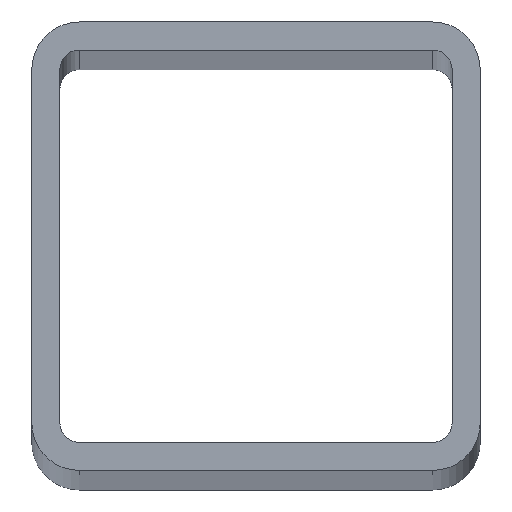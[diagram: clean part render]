
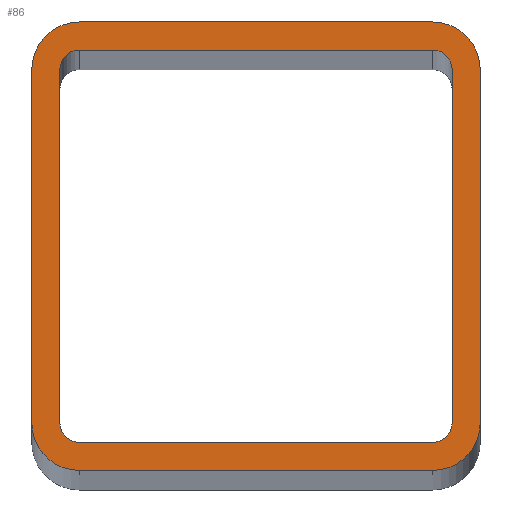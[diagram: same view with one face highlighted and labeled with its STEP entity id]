
A CAD part, top view. The second image highlights one B-rep face of the part: STEP entity #86.
In plain terms, the highlighted planar face has unit normal (0, 0, 1).
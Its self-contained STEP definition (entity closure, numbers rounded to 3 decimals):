
#1 = EDGE_CURVE ( 'NONE', #60, #4, #252, .T. ) ;
#2 = VERTEX_POINT ( 'NONE', #195 ) ;
#3 = ORIENTED_EDGE ( 'NONE', *, *, #1, .F. ) ;
#4 = VERTEX_POINT ( 'NONE', #194 ) ;
#6 = EDGE_CURVE ( 'NONE', #4, #100, #191, .T. ) ;
#47 = ORIENTED_EDGE ( 'NONE', *, *, #48, .T. ) ;
#48 = EDGE_CURVE ( 'NONE', #2, #119, #132, .T. ) ;
#49 = ORIENTED_EDGE ( 'NONE', *, *, #80, .T. ) ;
#50 = ORIENTED_EDGE ( 'NONE', *, *, #51, .T. ) ;
#51 = EDGE_CURVE ( 'NONE', #110, #115, #128, .T. ) ;
#52 = EDGE_LOOP ( 'NONE', ( #76, #68, #56, #59, #101, #3, #61, #64 ) ) ;
#55 = VERTEX_POINT ( 'NONE', #442 ) ;
#56 = ORIENTED_EDGE ( 'NONE', *, *, #57, .F. ) ;
#57 = EDGE_CURVE ( 'NONE', #58, #70, #414, .T. ) ;
#58 = VERTEX_POINT ( 'NONE', #443 ) ;
#59 = ORIENTED_EDGE ( 'NONE', *, *, #99, .F. ) ;
#60 = VERTEX_POINT ( 'NONE', #317 ) ;
#61 = ORIENTED_EDGE ( 'NONE', *, *, #62, .F. ) ;
#62 = EDGE_CURVE ( 'NONE', #63, #60, #392, .T. ) ;
#63 = VERTEX_POINT ( 'NONE', #393 ) ;
#64 = ORIENTED_EDGE ( 'NONE', *, *, #71, .F. ) ;
#66 = VERTEX_POINT ( 'NONE', #413 ) ;
#67 = VERTEX_POINT ( 'NONE', #412 ) ;
#68 = ORIENTED_EDGE ( 'NONE', *, *, #69, .F. ) ;
#69 = EDGE_CURVE ( 'NONE', #70, #66, #364, .T. ) ;
#70 = VERTEX_POINT ( 'NONE', #312 ) ;
#71 = EDGE_CURVE ( 'NONE', #67, #63, #438, .T. ) ;
#76 = ORIENTED_EDGE ( 'NONE', *, *, #77, .F. ) ;
#77 = EDGE_CURVE ( 'NONE', #66, #67, #453, .T. ) ;
#78 = EDGE_CURVE ( 'NONE', #115, #79, #427, .T. ) ;
#79 = VERTEX_POINT ( 'NONE', #428 ) ;
#80 = EDGE_CURVE ( 'NONE', #79, #55, #316, .T. ) ;
#81 = ORIENTED_EDGE ( 'NONE', *, *, #87, .T. ) ;
#82 = VERTEX_POINT ( 'NONE', #370 ) ;
#83 = ORIENTED_EDGE ( 'NONE', *, *, #84, .T. ) ;
#84 = EDGE_CURVE ( 'NONE', #112, #2, #368, .T. ) ;
#86 = ADVANCED_FACE ( 'NONE', ( #360, #359 ), #358, .F. ) ;
#87 = EDGE_CURVE ( 'NONE', #55, #82, #446, .T. ) ;
#88 = ORIENTED_EDGE ( 'NONE', *, *, #111, .T. ) ;
#99 = EDGE_CURVE ( 'NONE', #100, #58, #322, .T. ) ;
#100 = VERTEX_POINT ( 'NONE', #318 ) ;
#101 = ORIENTED_EDGE ( 'NONE', *, *, #6, .F. ) ;
#108 = ORIENTED_EDGE ( 'NONE', *, *, #109, .T. ) ;
#109 = EDGE_CURVE ( 'NONE', #119, #110, #395, .T. ) ;
#110 = VERTEX_POINT ( 'NONE', #330 ) ;
#111 = EDGE_CURVE ( 'NONE', #82, #112, #329, .T. ) ;
#112 = VERTEX_POINT ( 'NONE', #325 ) ;
#113 = EDGE_LOOP ( 'NONE', ( #114, #49, #81, #88, #83, #47, #108, #50 ) ) ;
#114 = ORIENTED_EDGE ( 'NONE', *, *, #78, .T. ) ;
#115 = VERTEX_POINT ( 'NONE', #324 ) ;
#119 = VERTEX_POINT ( 'NONE', #379 ) ;
#125 = DIRECTION ( 'NONE',  ( -1., 0., 0. ) ) ;
#126 = VECTOR ( 'NONE', #125, 1000. ) ;
#127 = CARTESIAN_POINT ( 'NONE',  ( -31.5, 40., 2000. ) ) ;
#128 = LINE ( 'NONE', #127, #126 ) ;
#129 = DIRECTION ( 'NONE',  ( 0., 1., 0. ) ) ;
#130 = VECTOR ( 'NONE', #129, 1000. ) ;
#131 = CARTESIAN_POINT ( 'NONE',  ( 40., 31.5, 2000. ) ) ;
#132 = LINE ( 'NONE', #131, #130 ) ;
#187 = DIRECTION ( 'NONE',  ( 1., 0., 0. ) ) ;
#188 = DIRECTION ( 'NONE',  ( 0., 0., 1. ) ) ;
#189 = CARTESIAN_POINT ( 'NONE',  ( 31.5, -31.5, 2000. ) ) ;
#190 = AXIS2_PLACEMENT_3D ( 'NONE', #189, #188, #187 ) ;
#191 = CIRCLE ( 'NONE', #190, 3.5 ) ;
#194 = CARTESIAN_POINT ( 'NONE',  ( 31.5, -35., 2000. ) ) ;
#195 = CARTESIAN_POINT ( 'NONE',  ( 40., -31.5, 2000. ) ) ;
#249 = DIRECTION ( 'NONE',  ( 1., 0., 0. ) ) ;
#250 = VECTOR ( 'NONE', #249, 1000. ) ;
#251 = CARTESIAN_POINT ( 'NONE',  ( -31.5, -35., 2000. ) ) ;
#252 = LINE ( 'NONE', #251, #250 ) ;
#308 = DIRECTION ( 'NONE',  ( -1., 0., 0. ) ) ;
#309 = DIRECTION ( 'NONE',  ( 0., 0., 1. ) ) ;
#312 = CARTESIAN_POINT ( 'NONE',  ( 31.5, 35., 2000. ) ) ;
#313 = DIRECTION ( 'NONE',  ( 0., -1., 0. ) ) ;
#314 = VECTOR ( 'NONE', #313, 1000. ) ;
#315 = CARTESIAN_POINT ( 'NONE',  ( -40., 31.5, 2000. ) ) ;
#316 = LINE ( 'NONE', #315, #314 ) ;
#317 = CARTESIAN_POINT ( 'NONE',  ( -31.5, -35., 2000. ) ) ;
#318 = CARTESIAN_POINT ( 'NONE',  ( 35., -31.5, 2000. ) ) ;
#319 = DIRECTION ( 'NONE',  ( 0., 1., 0. ) ) ;
#320 = VECTOR ( 'NONE', #319, 1000. ) ;
#321 = CARTESIAN_POINT ( 'NONE',  ( 35., 31.5, 2000. ) ) ;
#322 = LINE ( 'NONE', #321, #320 ) ;
#324 = CARTESIAN_POINT ( 'NONE',  ( -31.5, 40., 2000. ) ) ;
#325 = CARTESIAN_POINT ( 'NONE',  ( 31.5, -40., 2000. ) ) ;
#326 = DIRECTION ( 'NONE',  ( 1., 0., 0. ) ) ;
#327 = VECTOR ( 'NONE', #326, 1000. ) ;
#328 = CARTESIAN_POINT ( 'NONE',  ( -31.5, -40., 2000. ) ) ;
#329 = LINE ( 'NONE', #328, #327 ) ;
#330 = CARTESIAN_POINT ( 'NONE',  ( 31.5, 40., 2000. ) ) ;
#331 = DIRECTION ( 'NONE',  ( 1., 0., 0. ) ) ;
#332 = DIRECTION ( 'NONE',  ( 0., 0., 1. ) ) ;
#333 = CARTESIAN_POINT ( 'NONE',  ( 31.5, 31.5, 2000. ) ) ;
#334 = AXIS2_PLACEMENT_3D ( 'NONE', #333, #332, #331 ) ;
#356 = CARTESIAN_POINT ( 'NONE',  ( -31.5, 31.5, 2000. ) ) ;
#357 = AXIS2_PLACEMENT_3D ( 'NONE', #356, #448, #447 ) ;
#358 = PLANE ( 'NONE',  #357 ) ;
#359 = FACE_BOUND ( 'NONE', #52, .T. ) ;
#360 = FACE_OUTER_BOUND ( 'NONE', #113, .T. ) ;
#361 = DIRECTION ( 'NONE',  ( -1., 0., 0. ) ) ;
#362 = VECTOR ( 'NONE', #361, 1000. ) ;
#363 = CARTESIAN_POINT ( 'NONE',  ( -31.5, 35., 2000. ) ) ;
#364 = LINE ( 'NONE', #363, #362 ) ;
#366 = DIRECTION ( 'NONE',  ( 1., 0., 0. ) ) ;
#367 = AXIS2_PLACEMENT_3D ( 'NONE', #460, #459, #458 ) ;
#368 = CIRCLE ( 'NONE', #367, 8.5 ) ;
#370 = CARTESIAN_POINT ( 'NONE',  ( -31.5, -40., 2000. ) ) ;
#379 = CARTESIAN_POINT ( 'NONE',  ( 40., 31.5, 2000. ) ) ;
#392 = CIRCLE ( 'NONE', #394, 3.5 ) ;
#393 = CARTESIAN_POINT ( 'NONE',  ( -35., -31.5, 2000. ) ) ;
#394 = AXIS2_PLACEMENT_3D ( 'NONE', #431, #430, #429 ) ;
#395 = CIRCLE ( 'NONE', #334, 8.5 ) ;
#402 = AXIS2_PLACEMENT_3D ( 'NONE', #441, #440, #366 ) ;
#412 = CARTESIAN_POINT ( 'NONE',  ( -35., 31.5, 2000. ) ) ;
#413 = CARTESIAN_POINT ( 'NONE',  ( -31.5, 35., 2000. ) ) ;
#414 = CIRCLE ( 'NONE', #402, 3.5 ) ;
#423 = DIRECTION ( 'NONE',  ( -1., 0., 0. ) ) ;
#424 = DIRECTION ( 'NONE',  ( 0., 0., 1. ) ) ;
#425 = CARTESIAN_POINT ( 'NONE',  ( -31.5, 31.5, 2000. ) ) ;
#426 = AXIS2_PLACEMENT_3D ( 'NONE', #425, #424, #423 ) ;
#427 = CIRCLE ( 'NONE', #426, 8.5 ) ;
#428 = CARTESIAN_POINT ( 'NONE',  ( -40., 31.5, 2000. ) ) ;
#429 = DIRECTION ( 'NONE',  ( -1., 0., 0. ) ) ;
#430 = DIRECTION ( 'NONE',  ( 0., 0., 1. ) ) ;
#431 = CARTESIAN_POINT ( 'NONE',  ( -31.5, -31.5, 2000. ) ) ;
#435 = DIRECTION ( 'NONE',  ( 0., -1., 0. ) ) ;
#436 = VECTOR ( 'NONE', #435, 1000. ) ;
#437 = CARTESIAN_POINT ( 'NONE',  ( -35., 31.5, 2000. ) ) ;
#438 = LINE ( 'NONE', #437, #436 ) ;
#440 = DIRECTION ( 'NONE',  ( 0., 0., 1. ) ) ;
#441 = CARTESIAN_POINT ( 'NONE',  ( 31.5, 31.5, 2000. ) ) ;
#442 = CARTESIAN_POINT ( 'NONE',  ( -40., -31.5, 2000. ) ) ;
#443 = CARTESIAN_POINT ( 'NONE',  ( 35., 31.5, 2000. ) ) ;
#444 = CARTESIAN_POINT ( 'NONE',  ( -31.5, -31.5, 2000. ) ) ;
#445 = AXIS2_PLACEMENT_3D ( 'NONE', #444, #309, #308 ) ;
#446 = CIRCLE ( 'NONE', #445, 8.5 ) ;
#447 = DIRECTION ( 'NONE',  ( -1., 0., 0. ) ) ;
#448 = DIRECTION ( 'NONE',  ( 0., 0., -1. ) ) ;
#449 = DIRECTION ( 'NONE',  ( -1., 0., 0. ) ) ;
#450 = DIRECTION ( 'NONE',  ( 0., 0., 1. ) ) ;
#451 = CARTESIAN_POINT ( 'NONE',  ( -31.5, 31.5, 2000. ) ) ;
#452 = AXIS2_PLACEMENT_3D ( 'NONE', #451, #450, #449 ) ;
#453 = CIRCLE ( 'NONE', #452, 3.5 ) ;
#458 = DIRECTION ( 'NONE',  ( 1., 0., 0. ) ) ;
#459 = DIRECTION ( 'NONE',  ( 0., 0., 1. ) ) ;
#460 = CARTESIAN_POINT ( 'NONE',  ( 31.5, -31.5, 2000. ) ) ;
